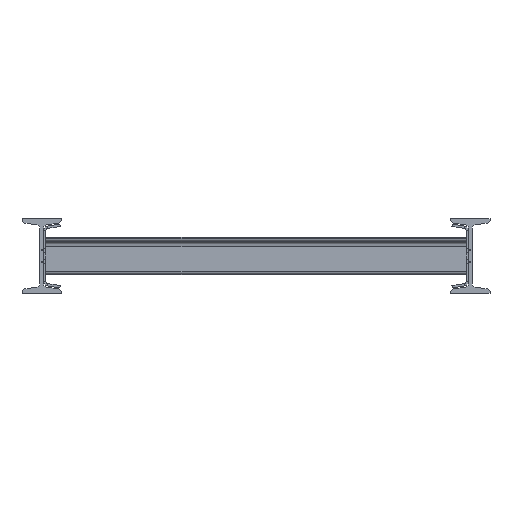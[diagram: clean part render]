
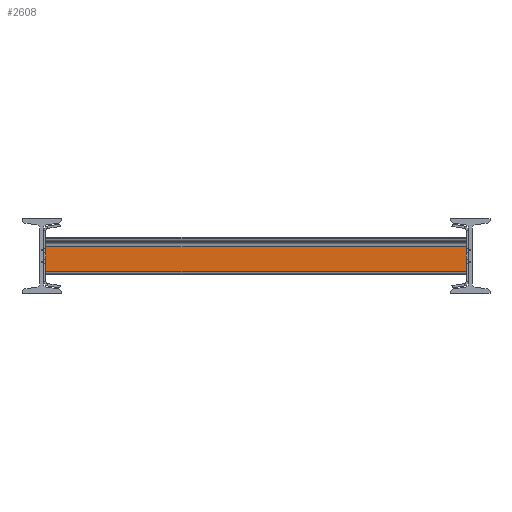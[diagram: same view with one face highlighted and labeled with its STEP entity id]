
A CAD part, front view. The second image highlights one B-rep face of the part: STEP entity #2608.
In plain terms, the highlighted face is planar.
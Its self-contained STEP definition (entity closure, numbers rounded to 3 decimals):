
#2408=DIRECTION('',(0.,0.,-1.));
#2409=VECTOR('',#2408,449.);
#2410=CARTESIAN_POINT('',(4.,37.,474.5));
#2411=LINE('',#2410,#2409);
#2427=DIRECTION('',(0.,-1.,0.));
#2428=VECTOR('',#2427,27.);
#2429=CARTESIAN_POINT('',(4.,37.,474.5));
#2430=LINE('',#2429,#2428);
#2461=DIRECTION('',(0.,-1.,0.));
#2462=VECTOR('',#2461,27.);
#2463=CARTESIAN_POINT('',(4.,37.,25.5));
#2464=LINE('',#2463,#2462);
#2514=DIRECTION('',(0.,0.,1.));
#2515=VECTOR('',#2514,449.);
#2516=CARTESIAN_POINT('',(4.,10.,25.5));
#2517=LINE('',#2516,#2515);
#2519=CARTESIAN_POINT('',(4.,10.,474.5));
#2521=VERTEX_POINT('',#2519);
#2526=CARTESIAN_POINT('',(4.,37.,474.5));
#2528=VERTEX_POINT('',#2526);
#2544=CARTESIAN_POINT('',(4.,37.,25.5));
#2545=VERTEX_POINT('',#2544);
#2552=CARTESIAN_POINT('',(4.,10.,25.5));
#2553=VERTEX_POINT('',#2552);
#2595=CARTESIAN_POINT('',(4.,40.,474.5));
#2596=DIRECTION('',(-1.,0.,0.));
#2597=DIRECTION('',(0.,-1.,0.));
#2598=AXIS2_PLACEMENT_3D('',#2595,#2596,#2597);
#2599=PLANE('',#2598);
#2601=ORIENTED_EDGE('',*,*,#2600,.T.);
#2603=ORIENTED_EDGE('',*,*,#2602,.T.);
#2604=ORIENTED_EDGE('',*,*,#2575,.F.);
#2605=ORIENTED_EDGE('',*,*,#2565,.T.);
#2606=EDGE_LOOP('',(#2601,#2603,#2604,#2605));
#2607=FACE_OUTER_BOUND('',#2606,.F.);
#2608=ADVANCED_FACE('',(#2607),#2599,.F.);
#2565=EDGE_CURVE('',#2528,#2545,#2411,.T.);
#2575=EDGE_CURVE('',#2528,#2521,#2430,.T.);
#2600=EDGE_CURVE('',#2545,#2553,#2464,.T.);
#2602=EDGE_CURVE('',#2553,#2521,#2517,.T.);
